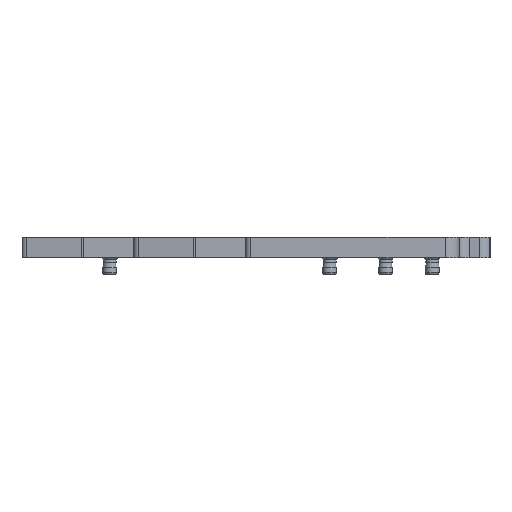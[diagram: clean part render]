
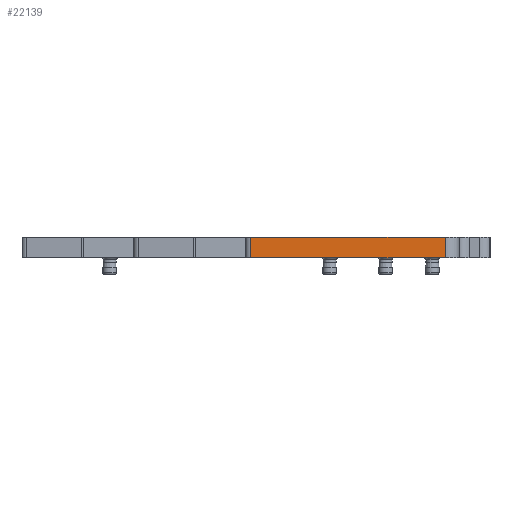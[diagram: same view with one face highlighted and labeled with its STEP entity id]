
A CAD part, left-side view. The second image highlights one B-rep face of the part: STEP entity #22139.
In plain terms, the highlighted planar face has unit normal (-1, 0, 0).
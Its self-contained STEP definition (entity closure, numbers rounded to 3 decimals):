
#420=PLANE('',#23491);
#1522=LINE('',#29916,#4060);
#2605=LINE('',#33328,#5143);
#2606=LINE('',#33330,#5144);
#2607=LINE('',#33332,#5145);
#4060=VECTOR('',#24364,1000.);
#5143=VECTOR('',#26721,1000.);
#5144=VECTOR('',#26722,1000.);
#5145=VECTOR('',#26723,1000.);
#8904=ORIENTED_EDGE('',*,*,#13171,.T.);
#8905=ORIENTED_EDGE('',*,*,#14561,.T.);
#8906=ORIENTED_EDGE('',*,*,#14562,.T.);
#8907=ORIENTED_EDGE('',*,*,#14563,.F.);
#13171=EDGE_CURVE('',#16454,#16455,#1522,.T.);
#14561=EDGE_CURVE('',#16455,#17416,#2605,.T.);
#14562=EDGE_CURVE('',#17416,#17417,#2606,.T.);
#14563=EDGE_CURVE('',#16454,#17417,#2607,.T.);
#16454=VERTEX_POINT('',#29917);
#16455=VERTEX_POINT('',#29918);
#17416=VERTEX_POINT('',#33329);
#17417=VERTEX_POINT('',#33331);
#19524=EDGE_LOOP('',(#8904,#8905,#8906,#8907));
#20806=FACE_BOUND('',#19524,.T.);
#22139=ADVANCED_FACE('',(#20806),#420,.F.);
#23491=AXIS2_PLACEMENT_3D('',#33327,#26719,#26720);
#24364=DIRECTION('',(0.,0.,1.));
#26719=DIRECTION('',(1.,0.,0.));
#26720=DIRECTION('',(0.,1.,0.));
#26721=DIRECTION('',(0.,1.,0.));
#26722=DIRECTION('',(0.,0.,-1.));
#26723=DIRECTION('',(0.,1.,0.));
#29916=CARTESIAN_POINT('',(-45.7,-35.8,49.05));
#29917=CARTESIAN_POINT('',(-45.7,-35.8,50.));
#29918=CARTESIAN_POINT('',(-45.7,-35.8,52.2));
#33327=CARTESIAN_POINT('',(-45.7,-26.4,50.));
#33328=CARTESIAN_POINT('',(-45.7,0.,52.2));
#33329=CARTESIAN_POINT('',(-45.7,-14.9,52.2));
#33330=CARTESIAN_POINT('',(-45.7,-14.9,50.));
#33331=CARTESIAN_POINT('',(-45.7,-14.9,50.));
#33332=CARTESIAN_POINT('',(-45.7,0.,50.));
